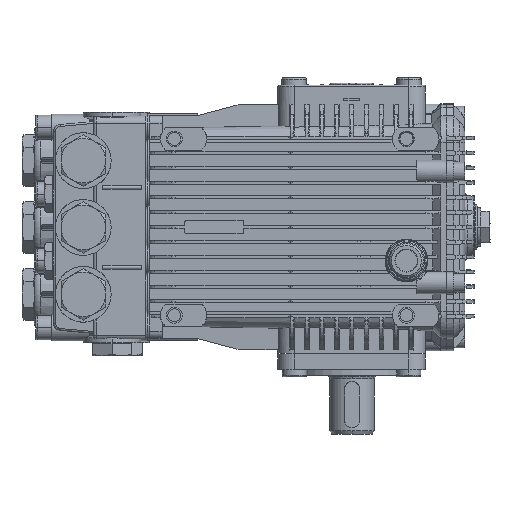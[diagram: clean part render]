
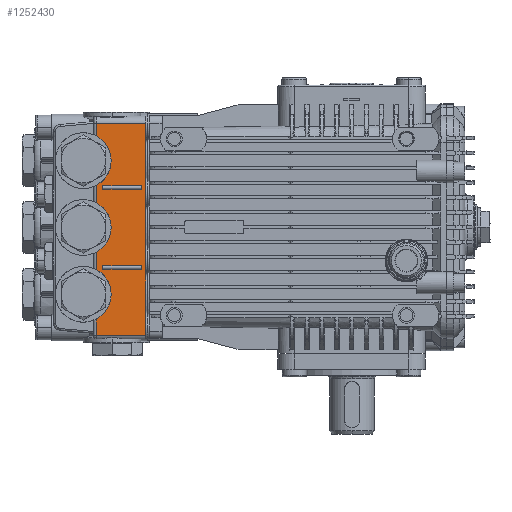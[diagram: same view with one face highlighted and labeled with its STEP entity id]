
A CAD part, left-side view. The second image highlights one B-rep face of the part: STEP entity #1252430.
In plain terms, the highlighted face is planar.
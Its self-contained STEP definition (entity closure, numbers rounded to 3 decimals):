
#807350=CARTESIAN_POINT('',(7.116,15.71,162.));
#807360=DIRECTION('',(0.,0.,-1.));
#807370=VECTOR('',#807360,1.);
#807380=LINE('',#807350,#807370);
#807390=CARTESIAN_POINT('',(7.116,15.71,188.5));
#807400=VERTEX_POINT('',#807390);
#807410=CARTESIAN_POINT('',(7.116,15.71,162.));
#807420=VERTEX_POINT('',#807410);
#807430=EDGE_CURVE('',#807400,#807420,#807380,.T.);
#1157810=CARTESIAN_POINT('',(12.621,15.71,162.));
#1157820=DIRECTION('',(-1.,0.,0.));
#1157830=VECTOR('',#1157820,1.);
#1157840=LINE('',#1157810,#1157830);
#1157850=CARTESIAN_POINT('',(121.116,15.71,162.));
#1157860=VERTEX_POINT('',#1157850);
#1157870=EDGE_CURVE('',#1157860,#807420,#1157840,.T.);
#1160850=CARTESIAN_POINT('',(121.116,15.71,162.));
#1160860=DIRECTION('',(0.,0.,-1.))
;
#1160870=VECTOR('',#1160860,1.);
#1160880=LINE('',#1160850,#1160870);
#1160890=CARTESIAN_POINT('',(121.116,15.71,188.5));
#1160900=VERTEX_POINT('',#1160890);
#1160910=EDGE_CURVE('',#1160900,#1157860,#1160880,.T.);
#1179240=CARTESIAN_POINT('',(12.621,15.71,188.5));
#1179250=DIRECTION('',(-1.,0.,0.));
#1179260=VECTOR('',#1179250,1.);
#1179270=LINE('',#1179240,#1179260);
#1179280=CARTESIAN_POINT('',(51.849,15.71,188.5));
#1179290=VERTEX_POINT('',#1179280);
#1179300=CARTESIAN_POINT('',(42.382,15.71,188.5));
#1179310=VERTEX_POINT('',#1179300);
#1179320=EDGE_CURVE('',#1179290,#1179310,#1179270,.T.);
#1181940=CARTESIAN_POINT('',(15.849,15.71,188.5));
#1181950=VERTEX_POINT('',#1181940);
#1182300=CARTESIAN_POINT('',(29.116,15.71,180.5));
#1182310=VERTEX_POINT('',#1182300);
#1182340=CARTESIAN_POINT('',(29.116,15.71,195.5));
#1182350=DIRECTION('',(0.,1.,0.));
#1182360=DIRECTION('',(0.,0.,-1.))
;
#1182370=AXIS2_PLACEMENT_3D('',#1182340,#1182350,#1182360);
#1182380=CIRCLE('',#1182370,15.);
#1182390=EDGE_CURVE('',#1182310,#1181950,#1182380,.T.);
#1194040=CARTESIAN_POINT('',(87.849,15.71,188.5));
#1194050=VERTEX_POINT('',#1194040);
#1194100=CARTESIAN_POINT('',(12.621,15.71,188.5));
#1194110=DIRECTION('',(-1.,0.,0.));
#1194120=VECTOR('',#1194110,1.);
#1194130=LINE('',#1194100,#1194120);
#1194140=CARTESIAN_POINT('',(78.382,15.71,188.5));
#1194150=VERTEX_POINT('',#1194140);
#1194160=EDGE_CURVE('',#1194050,#1194150,#1194130,.T.);
#1195130=CARTESIAN_POINT('',(65.116,15.71,195.5));
#1195140=DIRECTION('',(0.,1.,0.));
#1195150=DIRECTION('',(0.,0.,-1.))
;
#1195160=AXIS2_PLACEMENT_3D('',#1195130,#1195140,#1195150);
#1195170=CIRCLE('',#1195160,15.);
#1195180=CARTESIAN_POINT('',(65.116,15.71,180.5));
#1195190=VERTEX_POINT('',#1195180);
#1195200=EDGE_CURVE('',#1194150,#1195190,#1195170,.T.);
#1206730=CARTESIAN_POINT('',(101.116,15.71,180.5));
#1206740=VERTEX_POINT('',#1206730);
#1206770=CARTESIAN_POINT('',(101.116,15.71,195.5));
#1206780=DIRECTION('',(0.,1.,0.));
#1206790=DIRECTION('',(0.,0.,-1.))
;
#1206800=AXIS2_PLACEMENT_3D('',#1206770,#1206780,#1206790);
#1206810=CIRCLE('',#1206800,15.);
#1206820=EDGE_CURVE('',#1206740,#1194050,#1206810,.T.);
#1217930=CARTESIAN_POINT('',(12.621,15.71,188.5));
#1217940=DIRECTION('',(-1.,0.,0.));
#1217950=VECTOR('',#1217940,1.);
#1217960=LINE('',#1217930,#1217950);
#1217970=CARTESIAN_POINT('',(114.382,15.71,188.5));
#1217980=VERTEX_POINT('',#1217970);
#1217990=EDGE_CURVE('',#1160900,#1217980,#1217960,.T.);
#1251430=CARTESIAN_POINT('',(12.621,15.71,188.5));
#1251440=DIRECTION('',(-1.,0.,0.));
#1251450=VECTOR('',#1251440,1.);
#1251460=LINE('',#1251430,#1251450);
#1251470=EDGE_CURVE('',#1181950,#807400,#1251460,.T.);
#1251520=CARTESIAN_POINT('',(121.116,15.71,162.));
#1251530=DIRECTION('',(0.,-1.,0.));
#1251540=DIRECTION('',(1.,0.,0.));
#1251550=AXIS2_PLACEMENT_3D('',#1251520,#1251530,#1251540);
#1251560=PLANE('',#1251550);
#1251570=ORIENTED_EDGE('',*,*,#807430,.T.);
#1251580=ORIENTED_EDGE('',*,*,#1251470,.T.);
#1251590=ORIENTED_EDGE('',*,*,#1182390,.T.);
#1251600=EDGE_CURVE('',#1179310,#1182310,#1182380,.T.);
#1251610=ORIENTED_EDGE('',*,*,#1251600,.T.);
#1251620=ORIENTED_EDGE('',*,*,#1179320,.T.);
#1251630=EDGE_CURVE('',#1195190,#1179290,#1195170,.T.);
#1251640=ORIENTED_EDGE('',*,*,#1251630,.T.);
#1251650=ORIENTED_EDGE('',*,*,#1195200,.T.);
#1251660=ORIENTED_EDGE('',*,*,#1194160,.T.);
#1251670=ORIENTED_EDGE('',*,*,#1206820,.T.);
#1251680=EDGE_CURVE('',#1217980,#1206740,#1206810,.T.);
#1251690=ORIENTED_EDGE('',*,*,#1251680,.T.);
#1251700=ORIENTED_EDGE('',*,*,#1217990,.T.);
#1251710=ORIENTED_EDGE('',*,*,#1160910,.F.);
#1251720=ORIENTED_EDGE('',*,*,#1157870,.F.);
#1251730=EDGE_LOOP('',(#1251720,#1251710,#1251700,#1251690,#1251670,
#1251660,#1251650,#1251640,#1251620,#1251610,#1251590,#1251580,#1251570)
);
#1251740=FACE_OUTER_BOUND('',#1251730,.T.);
#1251750=CARTESIAN_POINT('',(12.621,15.71,185.));
#1251760=DIRECTION('',(1.,0.,0.));
#1251770=VECTOR('',#1251760,1.);
#1251780=LINE('',#1251750,#1251770);
#1251790=CARTESIAN_POINT('',(85.616,15.71,185.));
#1251800=VERTEX_POINT('',#1251790);
#1251810=CARTESIAN_POINT('',(87.616,15.71,185.));
#1251820=VERTEX_POINT('',#1251810);
#1251830=EDGE_CURVE('',#1251800,#1251820,#1251780,.T.);
#1251840=ORIENTED_EDGE('',*,*,#1251830,.T.);
#1251850=CARTESIAN_POINT('',(85.616,15.71,162.));
#1251860=DIRECTION('',(0.,0.,-1.))
;
#1251870=VECTOR('',#1251860,1.);
#1251880=LINE('',#1251850,#1251870);
#1251890=CARTESIAN_POINT('',(85.616,15.71,164.));
#1251900=VERTEX_POINT('',#1251890);
#1251910=EDGE_CURVE('',#1251800,#1251900,#1251880,.T.);
#1251920=ORIENTED_EDGE('',*,*,#1251910,.F.);
#1251930=CARTESIAN_POINT('',(12.621,15.71,164.));
#1251940=DIRECTION('',(-1.,0.,0.));
#1251950=VECTOR('',#1251940,1.);
#1251960=LINE('',#1251930,#1251950);
#1251970=CARTESIAN_POINT('',(87.616,15.71,164.));
#1251980=VERTEX_POINT('',#1251970);
#1251990=EDGE_CURVE('',#1251980,#1251900,#1251960,.T.);
#1252000=ORIENTED_EDGE('',*,*,#1251990,.T.);
#1252010=CARTESIAN_POINT('',(87.616,15.71,162.));
#1252020=DIRECTION('',(0.,0.,-1.))
;
#1252030=VECTOR('',#1252020,1.);
#1252040=LINE('',#1252010,#1252030);
#1252050=EDGE_CURVE('',#1251820,#1251980,#1252040,.T.);
#1252060=ORIENTED_EDGE('',*,*,#1252050,.T.);
#1252070=EDGE_LOOP('',(#1252060,#1252000,#1251920,#1251840));
#1252080=FACE_BOUND('',#1252070,.T.);
#1252090=CARTESIAN_POINT('',(12.621,15.71,185.));
#1252100=DIRECTION('',(1.,0.,0.));
#1252110=VECTOR('',#1252100,1.);
#1252120=LINE('',#1252090,#1252110);
#1252130=CARTESIAN_POINT('',(42.616,15.71,185.));
#1252140=VERTEX_POINT('',#1252130);
#1252150=CARTESIAN_POINT('',(44.616,15.71,185.));
#1252160=VERTEX_POINT('',#1252150);
#1252170=EDGE_CURVE('',#1252140,#1252160,#1252120,.T.);
#1252180=ORIENTED_EDGE('',*,*,#1252170,.T.);
#1252190=CARTESIAN_POINT('',(42.616,15.71,162.));
#1252200=DIRECTION('',(0.,0.,-1.))
;
#1252210=VECTOR('',#1252200,1.);
#1252220=LINE('',#1252190,#1252210);
#1252230=CARTESIAN_POINT('',(42.616,15.71,164.));
#1252240=VERTEX_POINT('',#1252230);
#1252250=EDGE_CURVE('',#1252140,#1252240,#1252220,.T.);
#1252260=ORIENTED_EDGE('',*,*,#1252250,.F.);
#1252270=CARTESIAN_POINT('',(12.621,15.71,164.));
#1252280=DIRECTION('',(-1.,0.,0.));
#1252290=VECTOR('',#1252280,1.);
#1252300=LINE('',#1252270,#1252290);
#1252310=CARTESIAN_POINT('',(44.616,15.71,164.));
#1252320=VERTEX_POINT('',#1252310);
#1252330=EDGE_CURVE('',#1252320,#1252240,#1252300,.T.);
#1252340=ORIENTED_EDGE('',*,*,#1252330,.T.);
#1252350=CARTESIAN_POINT('',(44.616,15.71,162.));
#1252360=DIRECTION('',(0.,0.,-1.))
;
#1252370=VECTOR('',#1252360,1.);
#1252380=LINE('',#1252350,#1252370);
#1252390=EDGE_CURVE('',#1252160,#1252320,#1252380,.T.);
#1252400=ORIENTED_EDGE('',*,*,#1252390,.T.);
#1252410=EDGE_LOOP('',(#1252400,#1252340,#1252260,#1252180));
#1252420=FACE_BOUND('',#1252410,.T.);
#1252430=ADVANCED_FACE('',(#1251740,#1252080,#1252420),#1251560,.T.);
